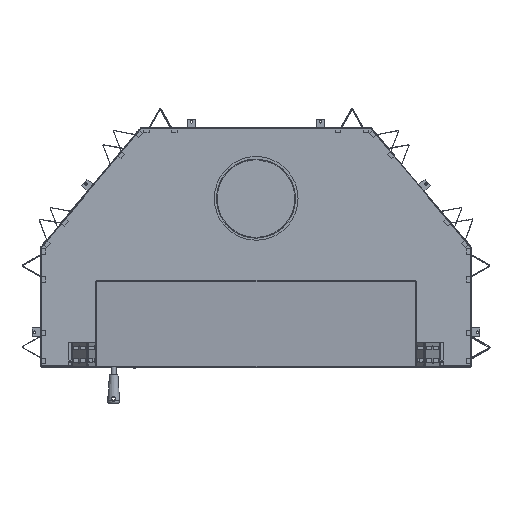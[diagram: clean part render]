
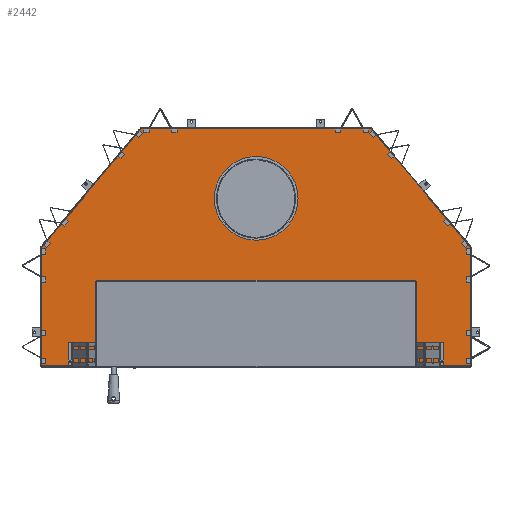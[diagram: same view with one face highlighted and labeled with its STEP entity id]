
A CAD part, top view. The second image highlights one B-rep face of the part: STEP entity #2442.
In plain terms, the highlighted planar face has unit normal (0, 0, 1).
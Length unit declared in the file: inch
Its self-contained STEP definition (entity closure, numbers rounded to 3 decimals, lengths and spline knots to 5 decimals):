
#2442 = ADVANCED_FACE( '', ( #6037, #6038, #6039, #6040, #6041, #6042 ), #6043, .F. );
#6037 = FACE_BOUND( '', #11952, .T. );
#6038 = FACE_BOUND( '', #11953, .T. );
#6039 = FACE_OUTER_BOUND( '', #11954, .T. );
#6040 = FACE_BOUND( '', #11955, .T. );
#6041 = FACE_BOUND( '', #11956, .T. );
#6042 = FACE_BOUND( '', #11957, .T. );
#6043 = PLANE( '', #11958 );
#11952 = EDGE_LOOP( '', ( #18998 ) );
#11953 = EDGE_LOOP( '', ( #18999 ) );
#11954 = EDGE_LOOP( '', ( #19000, #19001, #19002, #19003, #19004, #19005 ) );
#11955 = EDGE_LOOP( '', ( #19006 ) );
#11956 = EDGE_LOOP( '', ( #19007 ) );
#11957 = EDGE_LOOP( '', ( #19008 ) );
#11958 = AXIS2_PLACEMENT_3D( '', #19009, #19010, #19011 );
#18998 = ORIENTED_EDGE( '', *, *, #32881, .T. );
#18999 = ORIENTED_EDGE( '', *, *, #32882, .T. );
#19000 = ORIENTED_EDGE( '', *, *, #32883, .T. );
#19001 = ORIENTED_EDGE( '', *, *, #32884, .T. );
#19002 = ORIENTED_EDGE( '', *, *, #32885, .T. );
#19003 = ORIENTED_EDGE( '', *, *, #32886, .T. );
#19004 = ORIENTED_EDGE( '', *, *, #32887, .T. );
#19005 = ORIENTED_EDGE( '', *, *, #32888, .T. );
#19006 = ORIENTED_EDGE( '', *, *, #32889, .T. );
#19007 = ORIENTED_EDGE( '', *, *, #32890, .T. );
#19008 = ORIENTED_EDGE( '', *, *, #32891, .T. );
#19009 = CARTESIAN_POINT( '', ( 22.454, -12.4548, -0.03598 ) );
#19010 = DIRECTION( '', ( 0., 0., -1. ) );
#19011 = DIRECTION( '', ( -1., 0., 0. ) );
#32881 = EDGE_CURVE( '', #38891, #38891, #38892, .T. );
#32882 = EDGE_CURVE( '', #38893, #38893, #38894, .T. );
#32883 = EDGE_CURVE( '', #38895, #38896, #38897, .T. );
#32884 = EDGE_CURVE( '', #38896, #38898, #38899, .T. );
#32885 = EDGE_CURVE( '', #38898, #38900, #38901, .T. );
#32886 = EDGE_CURVE( '', #38900, #38902, #38903, .T. );
#32887 = EDGE_CURVE( '', #38902, #38904, #38905, .T. );
#32888 = EDGE_CURVE( '', #38904, #38895, #38906, .T. );
#32889 = EDGE_CURVE( '', #38907, #38907, #38908, .T. );
#32890 = EDGE_CURVE( '', #38909, #38909, #38910, .T. );
#32891 = EDGE_CURVE( '', #38911, #38911, #38912, .T. );
#38891 = VERTEX_POINT( '', #47556 );
#38892 = CIRCLE( '', #47557, 0.0545 );
#38893 = VERTEX_POINT( '', #47558 );
#38894 = CIRCLE( '', #47559, 0.0545 );
#38895 = VERTEX_POINT( '', #47560 );
#38896 = VERTEX_POINT( '', #47561 );
#38897 = LINE( '', #47562, #47563 );
#38898 = VERTEX_POINT( '', #47564 );
#38899 = LINE( '', #47565, #47566 );
#38900 = VERTEX_POINT( '', #47567 );
#38901 = LINE( '', #47568, #47569 );
#38902 = VERTEX_POINT( '', #47570 );
#38903 = LINE( '', #47571, #47572 );
#38904 = VERTEX_POINT( '', #47573 );
#38905 = LINE( '', #47574, #47575 );
#38906 = LINE( '', #47576, #47577 );
#38907 = VERTEX_POINT( '', #47578 );
#38908 = CIRCLE( '', #47579, 4.375 );
#38909 = VERTEX_POINT( '', #47580 );
#38910 = CIRCLE( '', #47581, 0.0545 );
#38911 = VERTEX_POINT( '', #47582 );
#38912 = CIRCLE( '', #47583, 0.0545 );
#47556 = CARTESIAN_POINT( '', ( -15.8125, -11.92432, -0.03598 ) );
#47557 = AXIS2_PLACEMENT_3D( '', #58710, #58711, #58712 );
#47558 = CARTESIAN_POINT( '', ( 19.4375, -11.92432, -0.03598 ) );
#47559 = AXIS2_PLACEMENT_3D( '', #58713, #58714, #58715 );
#47560 = CARTESIAN_POINT( '', ( -22.40713, -0.01574, -0.03598 ) );
#47561 = CARTESIAN_POINT( '', ( -22.40713, -12.40793, -0.03598 ) );
#47562 = CARTESIAN_POINT( '', ( -22.40713, 0.05714, -0.03598 ) );
#47563 = VECTOR( '', #58716, 39.37008 );
#47564 = CARTESIAN_POINT( '', ( 22.40713, -12.40793, -0.03598 ) );
#47565 = CARTESIAN_POINT( '', ( -22.40713, -12.40793, -0.03598 ) );
#47566 = VECTOR( '', #58717, 39.37008 );
#47567 = CARTESIAN_POINT( '', ( 22.40713, -0.01574, -0.03598 ) );
#47568 = CARTESIAN_POINT( '', ( 22.40713, -12.4548, -0.03598 ) );
#47569 = VECTOR( '', #58718, 39.37008 );
#47570 = CARTESIAN_POINT( '', ( 11.97125, 12.40793, -0.03598 ) );
#47571 = CARTESIAN_POINT( '', ( 22.454, -0.07154, -0.03598 ) );
#47572 = VECTOR( '', #58719, 39.37008 );
#47573 = CARTESIAN_POINT( '', ( -11.97125, 12.40793, -0.03598 ) );
#47574 = CARTESIAN_POINT( '', ( 12.03247, 12.40793, -0.03598 ) );
#47575 = VECTOR( '', #58720, 39.37008 );
#47576 = CARTESIAN_POINT( '', ( -11.93187, 12.4548, -0.03598 ) );
#47577 = VECTOR( '', #58721, 39.37008 );
#47578 = CARTESIAN_POINT( '', ( -4.35698, 5.05838, -0.03598 ) );
#47579 = AXIS2_PLACEMENT_3D( '', #58722, #58723, #58724 );
#47580 = CARTESIAN_POINT( '', ( -19.4375, -11.92432, -0.03598 ) );
#47581 = AXIS2_PLACEMENT_3D( '', #58725, #58726, #58727 );
#47582 = CARTESIAN_POINT( '', ( 15.8125, -11.92432, -0.03598 ) );
#47583 = AXIS2_PLACEMENT_3D( '', #58728, #58729, #58730 );
#58710 = CARTESIAN_POINT( '', ( -15.8125, -11.97882, -0.03598 ) );
#58711 = DIRECTION( '', ( 0., 0., -1. ) );
#58712 = DIRECTION( '', ( 0., 1., 0. ) );
#58713 = CARTESIAN_POINT( '', ( 19.4375, -11.97882, -0.03598 ) );
#58714 = DIRECTION( '', ( 0., 0., -1. ) );
#58715 = DIRECTION( '', ( 0., 1., 0. ) );
#58716 = DIRECTION( '', ( 0., -1., 0. ) );
#58717 = DIRECTION( '', ( 1., 0., 0. ) );
#58718 = DIRECTION( '', ( 0., 1., 0. ) );
#58719 = DIRECTION( '', ( -0.643, 0.766, 0. ) );
#58720 = DIRECTION( '', ( -1., 0., 0. ) );
#58721 = DIRECTION( '', ( -0.643, -0.766, 0. ) );
#58722 = CARTESIAN_POINT( '', ( 0.01802, 5.05838, -0.03598 ) );
#58723 = DIRECTION( '', ( 0., 0., -1. ) );
#58724 = DIRECTION( '', ( -1., 0., 0. ) );
#58725 = CARTESIAN_POINT( '', ( -19.4375, -11.97882, -0.03598 ) );
#58726 = DIRECTION( '', ( 0., 0., -1. ) );
#58727 = DIRECTION( '', ( 0., 1., 0. ) );
#58728 = CARTESIAN_POINT( '', ( 15.8125, -11.97882, -0.03598 ) );
#58729 = DIRECTION( '', ( 0., 0., -1. ) );
#58730 = DIRECTION( '', ( 0., 1., 0. ) );
